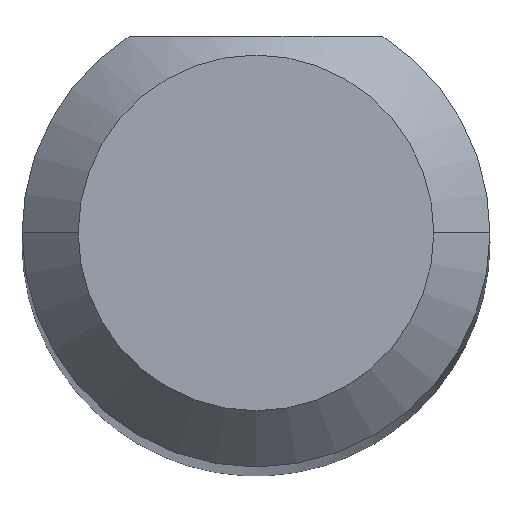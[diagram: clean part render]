
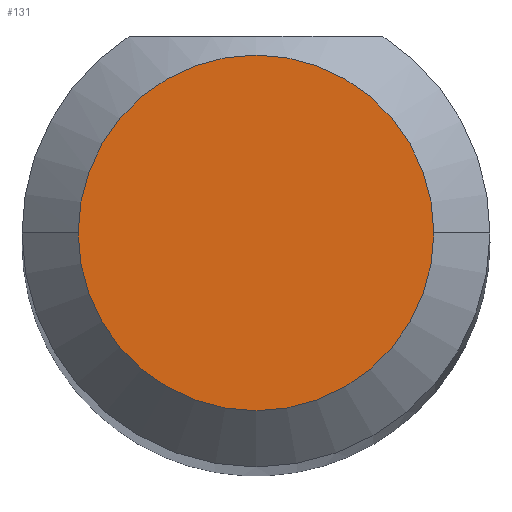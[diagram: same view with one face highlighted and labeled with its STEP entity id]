
A CAD part, top view. The second image highlights one B-rep face of the part: STEP entity #131.
In plain terms, the highlighted planar face has unit normal (0, 0, 1).
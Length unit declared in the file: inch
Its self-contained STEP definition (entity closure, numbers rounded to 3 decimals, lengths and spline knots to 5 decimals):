
#22 = CARTESIAN_POINT ( 'NONE',  ( 0., 0., 1.5 ) ) ;
#33 = VERTEX_POINT ( 'NONE', #415 ) ;
#41 = ORIENTED_EDGE ( 'NONE', *, *, #332, .T. ) ;
#43 = EDGE_LOOP ( 'NONE', ( #285, #41 ) ) ;
#47 = FACE_OUTER_BOUND ( 'NONE', #43, .T. ) ;
#80 = DIRECTION ( 'NONE',  ( 0., 0., 1. ) ) ;
#130 = CARTESIAN_POINT ( 'NONE',  ( -0.0475, 0., 1.5 ) ) ;
#131 = ADVANCED_FACE ( 'NONE', ( #47 ), #713, .T. ) ;
#145 = VERTEX_POINT ( 'NONE', #130 ) ;
#216 = AXIS2_PLACEMENT_3D ( 'NONE', #271, #321, #618 ) ;
#235 = DIRECTION ( 'NONE',  ( 1., 0., 0. ) ) ;
#262 = DIRECTION ( 'NONE',  ( 1., 0., 0. ) ) ;
#271 = CARTESIAN_POINT ( 'NONE',  ( 0., 0., 1.5 ) ) ;
#285 = ORIENTED_EDGE ( 'NONE', *, *, #312, .T. ) ;
#307 = AXIS2_PLACEMENT_3D ( 'NONE', #365, #528, #235 ) ;
#312 = EDGE_CURVE ( 'NONE', #145, #33, #486, .T. ) ;
#321 = DIRECTION ( 'NONE',  ( 0., 0., 1. ) ) ;
#332 = EDGE_CURVE ( 'NONE', #33, #145, #680, .T. ) ;
#365 = CARTESIAN_POINT ( 'NONE',  ( 0., 0., 1.5 ) ) ;
#415 = CARTESIAN_POINT ( 'NONE',  ( 0.0475, 0., 1.5 ) ) ;
#486 = CIRCLE ( 'NONE', #216, 0.0475 ) ;
#528 = DIRECTION ( 'NONE',  ( 0., 0., 1. ) ) ;
#618 = DIRECTION ( 'NONE',  ( 1., 0., 0. ) ) ;
#680 = CIRCLE ( 'NONE', #752, 0.0475 ) ;
#713 = PLANE ( 'NONE',  #307 ) ;
#752 = AXIS2_PLACEMENT_3D ( 'NONE', #22, #80, #262 ) ;
